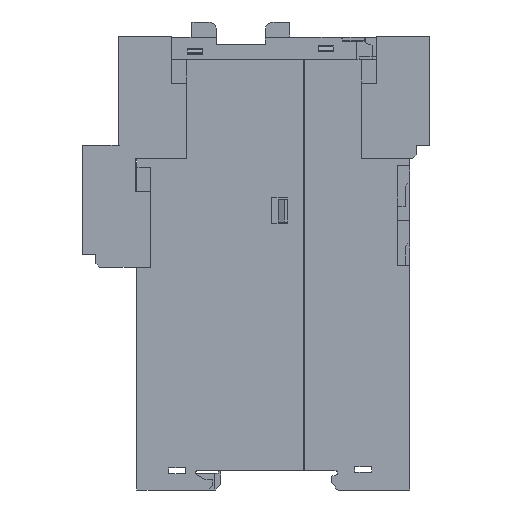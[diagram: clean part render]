
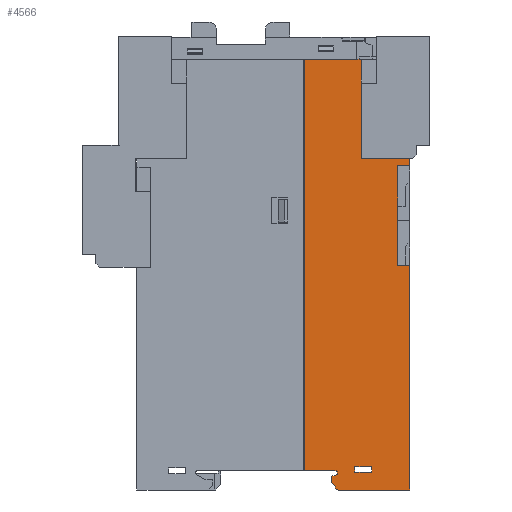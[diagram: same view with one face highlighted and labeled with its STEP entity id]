
A CAD part, left-side view. The second image highlights one B-rep face of the part: STEP entity #4566.
In plain terms, the highlighted planar face has unit normal (-1, 0, 0).
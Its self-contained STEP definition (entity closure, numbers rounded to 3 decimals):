
#4566=ADVANCED_FACE('',(#10197,#10198),#10199,.F.);
#10197=FACE_OUTER_BOUND('',#16881,.T.);
#10198=FACE_BOUND('',#16882,.T.);
#10199=PLANE('',#16883);
#16881=EDGE_LOOP('',(#31481,#31482,#31483,#31484,#31485,#31486,#31487,#31488,#31489,#31490,#31491,#31492,#31493,#31494,#31495,#31496,#31497,#31498,#31499,#31500,#31501,#31502));
#16882=EDGE_LOOP('',(#31503,#31504,#31505,#31506));
#16883=AXIS2_PLACEMENT_3D('',#31507,#31508,#31509);
#31481=ORIENTED_EDGE('',*,*,#45227,.T.);
#31482=ORIENTED_EDGE('',*,*,#42332,.T.);
#31483=ORIENTED_EDGE('',*,*,#45625,.T.);
#31484=ORIENTED_EDGE('',*,*,#45626,.T.);
#31485=ORIENTED_EDGE('',*,*,#45627,.T.);
#31486=ORIENTED_EDGE('',*,*,#45628,.T.);
#31487=ORIENTED_EDGE('',*,*,#45629,.T.);
#31488=ORIENTED_EDGE('',*,*,#45630,.T.);
#31489=ORIENTED_EDGE('',*,*,#45631,.T.);
#31490=ORIENTED_EDGE('',*,*,#45632,.T.);
#31491=ORIENTED_EDGE('',*,*,#45633,.F.);
#31492=ORIENTED_EDGE('',*,*,#45634,.T.);
#31493=ORIENTED_EDGE('',*,*,#45635,.T.);
#31494=ORIENTED_EDGE('',*,*,#45636,.T.);
#31495=ORIENTED_EDGE('',*,*,#45637,.T.);
#31496=ORIENTED_EDGE('',*,*,#45638,.T.);
#31497=ORIENTED_EDGE('',*,*,#45639,.T.);
#31498=ORIENTED_EDGE('',*,*,#45640,.T.);
#31499=ORIENTED_EDGE('',*,*,#45641,.T.);
#31500=ORIENTED_EDGE('',*,*,#45642,.T.);
#31501=ORIENTED_EDGE('',*,*,#45643,.T.);
#31502=ORIENTED_EDGE('',*,*,#45644,.T.);
#31503=ORIENTED_EDGE('',*,*,#45645,.T.);
#31504=ORIENTED_EDGE('',*,*,#45646,.T.);
#31505=ORIENTED_EDGE('',*,*,#45647,.T.);
#31506=ORIENTED_EDGE('',*,*,#45648,.T.);
#31507=CARTESIAN_POINT('',(0.005,62.57,60.03));
#31508=DIRECTION('',(1.0,0.0,0.0));
#31509=DIRECTION('',(0.0,0.0,-1.0));
#42332=EDGE_CURVE('',#51450,#51451,#51452,.T.);
#45227=EDGE_CURVE('',#55797,#51450,#55800,.T.);
#45625=EDGE_CURVE('',#51451,#56364,#56365,.T.);
#45626=EDGE_CURVE('',#56364,#56366,#56367,.T.);
#45627=EDGE_CURVE('',#56366,#56368,#56369,.T.);
#45628=EDGE_CURVE('',#56368,#56370,#56371,.T.);
#45629=EDGE_CURVE('',#56370,#56372,#56373,.T.);
#45630=EDGE_CURVE('',#56372,#56374,#56375,.T.);
#45631=EDGE_CURVE('',#56374,#56376,#56377,.T.);
#45632=EDGE_CURVE('',#56376,#56378,#56379,.T.);
#45633=EDGE_CURVE('',#56380,#56378,#56381,.T.);
#45634=EDGE_CURVE('',#56380,#56382,#56383,.T.);
#45635=EDGE_CURVE('',#56382,#56384,#56385,.T.);
#45636=EDGE_CURVE('',#56384,#56386,#56387,.T.);
#45637=EDGE_CURVE('',#56386,#56388,#56389,.T.);
#45638=EDGE_CURVE('',#56388,#56390,#56391,.T.);
#45639=EDGE_CURVE('',#56390,#56392,#56393,.T.);
#45640=EDGE_CURVE('',#56392,#56394,#56395,.T.);
#45641=EDGE_CURVE('',#56394,#56396,#56397,.T.);
#45642=EDGE_CURVE('',#56396,#56398,#56399,.T.);
#45643=EDGE_CURVE('',#56398,#56400,#56401,.T.);
#45644=EDGE_CURVE('',#56400,#55797,#56402,.T.);
#45645=EDGE_CURVE('',#56403,#56404,#56405,.T.);
#45646=EDGE_CURVE('',#56404,#56406,#56407,.T.);
#45647=EDGE_CURVE('',#56406,#56408,#56409,.T.);
#45648=EDGE_CURVE('',#56408,#56403,#56410,.T.);
#51450=VERTEX_POINT('',#64777);
#51451=VERTEX_POINT('',#64778);
#51452=LINE('',#64779,#64780);
#55797=VERTEX_POINT('',#71242);
#55800=LINE('',#71247,#71248);
#56364=VERTEX_POINT('',#72112);
#56365=LINE('',#72113,#72114);
#56366=VERTEX_POINT('',#72115);
#56367=LINE('',#72116,#72117);
#56368=VERTEX_POINT('',#72118);
#56369=CIRCLE('',#72119,0.3);
#56370=VERTEX_POINT('',#72120);
#56371=LINE('',#72121,#72122);
#56372=VERTEX_POINT('',#72123);
#56373=CIRCLE('',#72124,0.3);
#56374=VERTEX_POINT('',#72125);
#56375=LINE('',#72126,#72127);
#56376=VERTEX_POINT('',#72128);
#56377=LINE('',#72129,#72130);
#56378=VERTEX_POINT('',#72131);
#56379=LINE('',#72132,#72133);
#56380=VERTEX_POINT('',#72134);
#56381=CIRCLE('',#72135,0.5);
#56382=VERTEX_POINT('',#72136);
#56383=LINE('',#72137,#72138);
#56384=VERTEX_POINT('',#72139);
#56385=LINE('',#72140,#72141);
#56386=VERTEX_POINT('',#72142);
#56387=LINE('',#72143,#72144);
#56388=VERTEX_POINT('',#72145);
#56389=LINE('',#72146,#72147);
#56390=VERTEX_POINT('',#72148);
#56391=LINE('',#72149,#72150);
#56392=VERTEX_POINT('',#72151);
#56393=LINE('',#72152,#72153);
#56394=VERTEX_POINT('',#72154);
#56395=LINE('',#72155,#72156);
#56396=VERTEX_POINT('',#72157);
#56397=LINE('',#72158,#72159);
#56398=VERTEX_POINT('',#72160);
#56399=LINE('',#72161,#72162);
#56400=VERTEX_POINT('',#72163);
#56401=LINE('',#72164,#72165);
#56402=LINE('',#72166,#72167);
#56403=VERTEX_POINT('',#72168);
#56404=VERTEX_POINT('',#72169);
#56405=LINE('',#72170,#72171);
#56406=VERTEX_POINT('',#72172);
#56407=LINE('',#72173,#72174);
#56408=VERTEX_POINT('',#72175);
#56409=LINE('',#72176,#72177);
#56410=LINE('',#72178,#72179);
#64777=CARTESIAN_POINT('',(0.005,19.3,114.0));
#64778=CARTESIAN_POINT('',(0.005,33.2,114.0));
#64779=CARTESIAN_POINT('',(0.005,51.865,114.0));
#64780=VECTOR('',#81243,1.0);
#71242=CARTESIAN_POINT('',(0.005,19.3,114.08));
#71247=CARTESIAN_POINT('',(0.005,19.3,88.514));
#71248=VECTOR('',#83785,1.0);
#72112=CARTESIAN_POINT('',(0.005,33.2,5.1));
#72113=CARTESIAN_POINT('',(0.005,33.2,70.065));
#72114=VECTOR('',#84181,1.0);
#72115=CARTESIAN_POINT('',(0.005,24.75,5.1));
#72116=CARTESIAN_POINT('',(0.005,77.95,5.1));
#72117=VECTOR('',#84182,1.0);
#72118=CARTESIAN_POINT('',(0.005,24.45,4.8));
#72119=AXIS2_PLACEMENT_3D('',#84183,#84184,#84185);
#72120=CARTESIAN_POINT('',(0.005,24.45,4.28));
#72121=CARTESIAN_POINT('',(0.005,24.45,4.8));
#72122=VECTOR('',#84186,1.0);
#72123=CARTESIAN_POINT('',(0.005,24.672,3.99));
#72124=AXIS2_PLACEMENT_3D('',#84187,#84188,#84189);
#72125=CARTESIAN_POINT('',(0.005,25.85,3.675));
#72126=CARTESIAN_POINT('',(0.005,24.672,3.99));
#72127=VECTOR('',#84190,1.0);
#72128=CARTESIAN_POINT('',(0.005,25.85,1.999));
#72129=CARTESIAN_POINT('',(0.005,25.85,3.675));
#72130=VECTOR('',#84191,1.0);
#72131=CARTESIAN_POINT('',(0.005,24.599,0.213));
#72132=CARTESIAN_POINT('',(0.005,25.85,1.999));
#72133=VECTOR('',#84192,1.0);
#72134=CARTESIAN_POINT('',(0.005,24.19,0.0));
#72135=AXIS2_PLACEMENT_3D('',#84193,#84194,#84195);
#72136=CARTESIAN_POINT('',(0.005,5.2,0.0));
#72137=CARTESIAN_POINT('',(0.005,24.19,0.0));
#72138=VECTOR('',#84196,1.0);
#72139=CARTESIAN_POINT('',(0.005,5.2,59.5));
#72140=CARTESIAN_POINT('',(0.005,5.2,27.565));
#72141=VECTOR('',#84197,1.0);
#72142=CARTESIAN_POINT('',(0.005,8.45,59.5));
#72143=CARTESIAN_POINT('',(0.005,34.51,59.5));
#72144=VECTOR('',#84198,1.0);
#72145=CARTESIAN_POINT('',(0.005,8.45,85.9));
#72146=CARTESIAN_POINT('',(0.005,8.45,66.365));
#72147=VECTOR('',#84199,1.0);
#72148=CARTESIAN_POINT('',(0.005,5.2,85.9));
#72149=CARTESIAN_POINT('',(0.005,34.51,85.9));
#72150=VECTOR('',#84200,1.0);
#72151=CARTESIAN_POINT('',(0.005,5.2,87.78));
#72152=CARTESIAN_POINT('',(0.005,5.2,27.565));
#72153=VECTOR('',#84201,1.0);
#72154=CARTESIAN_POINT('',(0.005,18.02,87.78));
#72155=CARTESIAN_POINT('',(0.005,4.45,87.78));
#72156=VECTOR('',#84202,1.0);
#72157=CARTESIAN_POINT('',(0.005,18.02,107.82));
#72158=CARTESIAN_POINT('',(0.005,18.02,87.78));
#72159=VECTOR('',#84203,1.0);
#72160=CARTESIAN_POINT('',(0.005,18.0,107.82));
#72161=CARTESIAN_POINT('',(0.005,18.02,107.82));
#72162=VECTOR('',#84204,1.0);
#72163=CARTESIAN_POINT('',(0.005,18.0,114.08));
#72164=CARTESIAN_POINT('',(0.005,18.0,85.465));
#72165=VECTOR('',#84205,1.0);
#72166=CARTESIAN_POINT('',(0.005,14.01,114.08));
#72167=VECTOR('',#84206,1.0);
#72168=CARTESIAN_POINT('',(0.005,15.3,6.2));
#72169=CARTESIAN_POINT('',(0.005,15.3,4.7));
#72170=CARTESIAN_POINT('',(0.005,15.3,32.74));
#72171=VECTOR('',#84207,1.0);
#72172=CARTESIAN_POINT('',(0.005,19.8,4.7));
#72173=CARTESIAN_POINT('',(0.005,40.06,4.7));
#72174=VECTOR('',#84208,1.0);
#72175=CARTESIAN_POINT('',(0.005,19.8,6.2));
#72176=CARTESIAN_POINT('',(0.005,19.8,32.74));
#72177=VECTOR('',#84209,1.0);
#72178=CARTESIAN_POINT('',(0.005,40.06,6.2));
#72179=VECTOR('',#84210,1.0);
#81243=DIRECTION('',(0.0,1.0,0.0));
#83785=DIRECTION('',(0.0,0.0,-1.0));
#84181=DIRECTION('',(0.0,0.0,-1.0));
#84182=DIRECTION('',(0.0,-1.0,0.0));
#84183=CARTESIAN_POINT('',(0.005,24.75,4.8));
#84184=DIRECTION('',(1.0,0.0,0.0));
#84185=DIRECTION('',(0.0,0.,1.));
#84186=DIRECTION('',(0.0,0.0,-1.0));
#84187=CARTESIAN_POINT('',(0.005,24.75,4.28));
#84188=DIRECTION('',(1.0,0.0,0.0));
#84189=DIRECTION('',(0.0,-1.0,0.));
#84190=DIRECTION('',(0.0,0.966,-0.259));
#84191=DIRECTION('',(0.0,0.0,-1.0));
#84192=DIRECTION('',(0.0,-0.574,-0.819));
#84193=CARTESIAN_POINT('',(0.005,24.19,0.5));
#84194=DIRECTION('',(1.0,0.0,0.0));
#84195=DIRECTION('',(0.0,0.,-1.0));
#84196=DIRECTION('',(0.0,-1.0,0.0));
#84197=DIRECTION('',(0.0,0.0,1.0));
#84198=DIRECTION('',(0.0,1.0,0.0));
#84199=DIRECTION('',(0.0,0.0,1.0));
#84200=DIRECTION('',(0.0,-1.0,0.0));
#84201=DIRECTION('',(0.0,0.0,1.0));
#84202=DIRECTION('',(0.0,1.0,0.0));
#84203=DIRECTION('',(0.0,0.0,1.0));
#84204=DIRECTION('',(0.0,-1.0,0.0));
#84205=DIRECTION('',(0.0,0.0,1.0));
#84206=DIRECTION('',(0.0,1.0,0.0));
#84207=DIRECTION('',(0.0,0.0,-1.0));
#84208=DIRECTION('',(0.0,1.0,0.0));
#84209=DIRECTION('',(0.0,0.0,1.0));
#84210=DIRECTION('',(0.0,-1.0,0.0));
